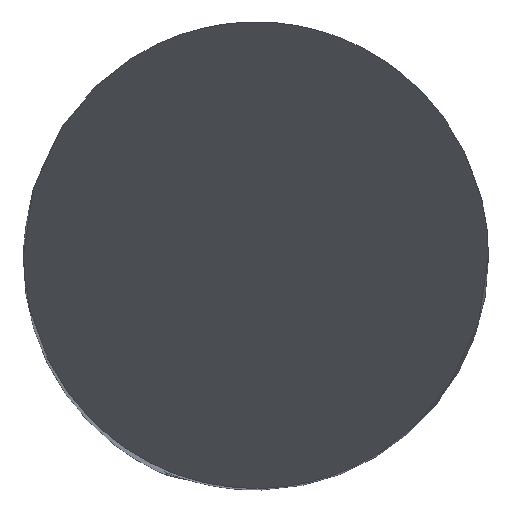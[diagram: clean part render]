
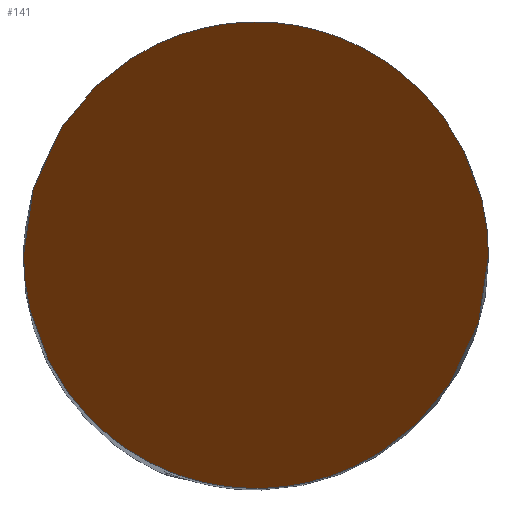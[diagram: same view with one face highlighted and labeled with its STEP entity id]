
A CAD part, top view. The second image highlights one B-rep face of the part: STEP entity #141.
In plain terms, the highlighted planar face has unit normal (0, -0.866, 0.5).
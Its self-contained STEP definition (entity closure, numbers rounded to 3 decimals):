
#141=ADVANCED_FACE('',(#181),#169,.F.);
#169=PLANE('',#539);
#181=FACE_OUTER_BOUND('',#209,.T.);
#209=EDGE_LOOP('',(#237,#238));
#237=ORIENTED_EDGE('',*,*,#420,.F.);
#238=ORIENTED_EDGE('',*,*,#421,.F.);
#375=VERTEX_POINT('',#711);
#376=VERTEX_POINT('',#712);
#420=EDGE_CURVE('',#375,#376,#497,.T.);
#421=EDGE_CURVE('',#376,#375,#498,.T.);
#497=(
BOUNDED_CURVE()
B_SPLINE_CURVE(3,(#707,#708,#709,#710),.UNSPECIFIED.,.F.,.F.)
B_SPLINE_CURVE_WITH_KNOTS((4,4),(0.,1.),.UNSPECIFIED.)
CURVE()
GEOMETRIC_REPRESENTATION_ITEM()
RATIONAL_B_SPLINE_CURVE((1.,0.333,0.333,1.))
REPRESENTATION_ITEM('')
);
#498=(
BOUNDED_CURVE()
B_SPLINE_CURVE(3,(#713,#714,#715,#716),.UNSPECIFIED.,.F.,.F.)
B_SPLINE_CURVE_WITH_KNOTS((4,4),(0.,1.),.UNSPECIFIED.)
CURVE()
GEOMETRIC_REPRESENTATION_ITEM()
RATIONAL_B_SPLINE_CURVE((1.,0.333,0.333,1.))
REPRESENTATION_ITEM('')
);
#539=AXIS2_PLACEMENT_3D('',#717,#581,#582);
#581=DIRECTION('',(0.,0.866,-0.5));
#582=DIRECTION('',(0.,-0.5,-0.866));
#707=CARTESIAN_POINT('',(3.5,0.,0.));
#708=CARTESIAN_POINT('',(3.5,-7.,-12.124));
#709=CARTESIAN_POINT('',(-3.5,-7.,-12.124));
#710=CARTESIAN_POINT('',(-3.5,0.,0.));
#711=CARTESIAN_POINT('',(3.5,0.,0.));
#712=CARTESIAN_POINT('',(-3.5,0.,0.));
#713=CARTESIAN_POINT('',(-3.5,0.,0.));
#714=CARTESIAN_POINT('',(-3.5,7.,12.124));
#715=CARTESIAN_POINT('',(3.5,7.,12.124));
#716=CARTESIAN_POINT('',(3.5,0.,0.));
#717=CARTESIAN_POINT('',(-3.5,-3.5,-6.062));
